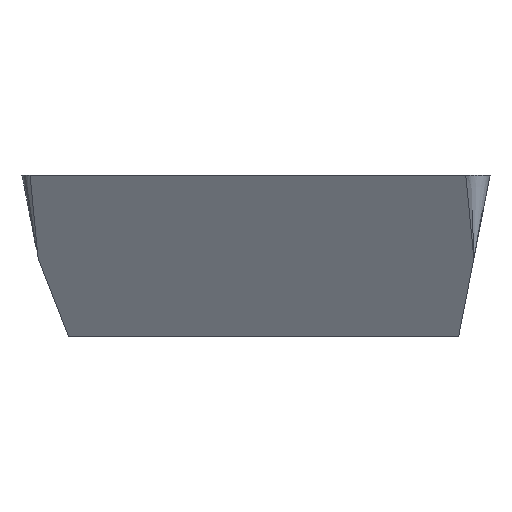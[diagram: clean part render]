
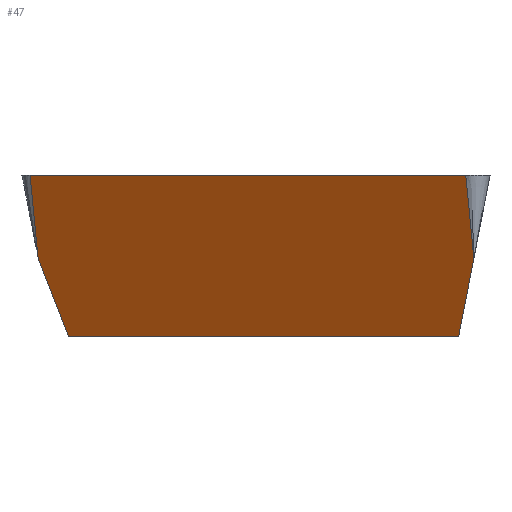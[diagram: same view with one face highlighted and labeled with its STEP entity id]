
A CAD part, left-side view. The second image highlights one B-rep face of the part: STEP entity #47.
In plain terms, the highlighted planar face has unit normal (-0.85, 0.491, -0.191).
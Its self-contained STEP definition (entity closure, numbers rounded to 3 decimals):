
#40=FACE_OUTER_BOUND('',#107,.T.);
#47=ADVANCED_FACE('',(#40),#59,.F.);
#59=PLANE('',#250);
#65=LINE('',#360,#80);
#66=LINE('',#362,#81);
#67=LINE('',#364,#82);
#68=LINE('',#366,#83);
#69=LINE('',#368,#84);
#70=LINE('',#370,#85);
#80=VECTOR('',#278,1.0);
#81=VECTOR('',#281,1.0);
#82=VECTOR('',#282,1.0);
#83=VECTOR('',#283,1.0);
#84=VECTOR('',#284,1.0);
#85=VECTOR('',#285,1.0);
#107=EDGE_LOOP('',(#127,#128,#129,#130,#131,#132));
#127=ORIENTED_EDGE('',*,*,#189,.F.);
#128=ORIENTED_EDGE('',*,*,#190,.T.);
#129=ORIENTED_EDGE('',*,*,#191,.T.);
#130=ORIENTED_EDGE('',*,*,#192,.F.);
#131=ORIENTED_EDGE('',*,*,#193,.T.);
#132=ORIENTED_EDGE('',*,*,#194,.F.);
#170=VERTEX_POINT('',#356);
#172=VERTEX_POINT('',#359);
#173=VERTEX_POINT('',#363);
#174=VERTEX_POINT('',#365);
#175=VERTEX_POINT('',#367);
#176=VERTEX_POINT('',#369);
#189=EDGE_CURVE('',#172,#170,#65,.T.);
#190=EDGE_CURVE('INSERT_CORNER_EDGE1',#172,#173,#66,.T.);
#191=EDGE_CURVE('',#173,#174,#67,.T.);
#192=EDGE_CURVE('',#175,#174,#68,.T.);
#193=EDGE_CURVE('',#175,#176,#69,.T.);
#194=EDGE_CURVE('INSERT_CORNER_EDGE3',#170,#176,#70,.T.);
#250=AXIS2_PLACEMENT_3D('',#371,#286,#287);
#278=DIRECTION('',(0.5,0.866,0.0));
#281=DIRECTION('',(-0.314,-0.181,0.932));
#282=DIRECTION('',(-0.165,0.095,0.982));
#283=DIRECTION('',(-0.5,-0.866,0.));
#284=DIRECTION('',(0.165,-0.095,-0.982));
#285=DIRECTION('',(0.,0.362,0.932));
#286=DIRECTION('',(0.85,-0.491,0.191));
#287=DIRECTION('',(0.5,0.866,0.0));
#356=CARTESIAN_POINT('',(3.437,5.182,-1.984));
#359=CARTESIAN_POINT('',(0.668,0.386,-1.984));
#360=CARTESIAN_POINT('',(1.658,2.101,-1.984));
#362=CARTESIAN_POINT('',(0.261,0.151,-0.775));
#363=CARTESIAN_POINT('',(0.344,0.198,-1.021));
#364=CARTESIAN_POINT('',(0.172,0.298,0.));
#365=CARTESIAN_POINT('',(0.172,0.298,0.));
#366=CARTESIAN_POINT('',(1.719,2.977,0.));
#367=CARTESIAN_POINT('',(3.265,5.655,0.));
#368=CARTESIAN_POINT('',(3.265,5.655,0.));
#369=CARTESIAN_POINT('',(3.437,5.556,-1.021));
#370=CARTESIAN_POINT('',(3.437,5.562,-1.005));
#371=CARTESIAN_POINT('',(1.324,2.294,0.));
